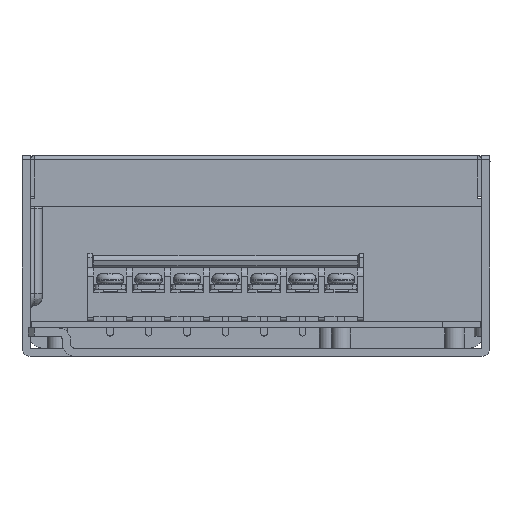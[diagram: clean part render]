
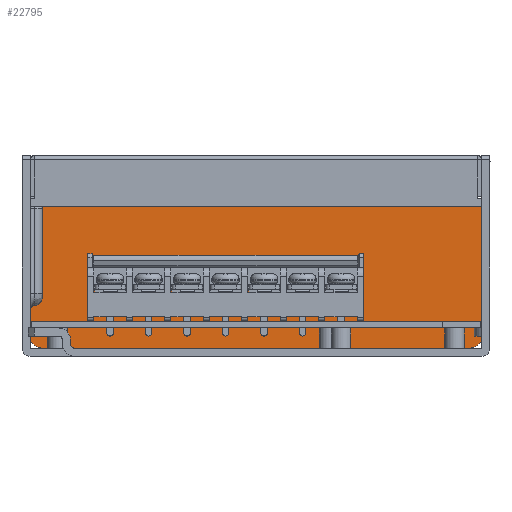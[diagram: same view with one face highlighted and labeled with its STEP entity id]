
A CAD part, left-side view. The second image highlights one B-rep face of the part: STEP entity #22795.
In plain terms, the highlighted planar face has unit normal (-1, 0, 0).
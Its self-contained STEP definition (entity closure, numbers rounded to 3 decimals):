
#3712=PLANE('',#65777);
#6287=FACE_OUTER_BOUND('',#26740,.T.);
#12472=LINE('',#93957,#19086);
#12483=LINE('',#93983,#19097);
#12484=LINE('',#93985,#19098);
#12485=LINE('',#93987,#19099);
#12486=LINE('',#93988,#19100);
#12487=LINE('',#93990,#19101);
#12488=LINE('',#93992,#19102);
#12489=LINE('',#93993,#19103);
#19086=VECTOR('',#77613,1.);
#19097=VECTOR('',#77636,1.);
#19098=VECTOR('',#77639,1.);
#19099=VECTOR('',#77640,1.);
#19100=VECTOR('',#77641,1.);
#19101=VECTOR('',#77642,1.);
#19102=VECTOR('',#77643,1.);
#19103=VECTOR('',#77644,1.);
#22795=ADVANCED_FACE('',(#6287),#3712,.T.);
#26740=EDGE_LOOP('',(#37053,#37054,#37055,#37056,#37057,#37058,#37059,#37060,
#37061,#37062));
#37053=ORIENTED_EDGE('',*,*,#58799,.T.);
#37054=ORIENTED_EDGE('',*,*,#54377,.T.);
#37055=ORIENTED_EDGE('',*,*,#58800,.T.);
#37056=ORIENTED_EDGE('',*,*,#54373,.T.);
#37057=ORIENTED_EDGE('',*,*,#58801,.F.);
#37058=ORIENTED_EDGE('',*,*,#58802,.F.);
#37059=ORIENTED_EDGE('',*,*,#58803,.F.);
#37060=ORIENTED_EDGE('',*,*,#58784,.F.);
#37061=ORIENTED_EDGE('',*,*,#58798,.F.);
#37062=ORIENTED_EDGE('',*,*,#58804,.F.);
#47616=VERTEX_POINT('',#85125);
#47617=VERTEX_POINT('',#85127);
#47620=VERTEX_POINT('',#85134);
#47621=VERTEX_POINT('',#85136);
#50565=VERTEX_POINT('',#93956);
#50566=VERTEX_POINT('',#93958);
#50574=VERTEX_POINT('',#93982);
#50575=VERTEX_POINT('',#93986);
#50576=VERTEX_POINT('',#93989);
#50577=VERTEX_POINT('',#93991);
#54373=EDGE_CURVE('',#47617,#47616,#62631,.T.);
#54377=EDGE_CURVE('',#47621,#47620,#62633,.T.);
#58784=EDGE_CURVE('',#50565,#50566,#12472,.T.);
#58798=EDGE_CURVE('',#50574,#50565,#12483,.T.);
#58799=EDGE_CURVE('',#50575,#47621,#12484,.T.);
#58800=EDGE_CURVE('',#47620,#47617,#12485,.T.);
#58801=EDGE_CURVE('',#50576,#47616,#12486,.T.);
#58802=EDGE_CURVE('',#50577,#50576,#12487,.T.);
#58803=EDGE_CURVE('',#50566,#50577,#12488,.T.);
#58804=EDGE_CURVE('',#50575,#50574,#12489,.T.);
#62631=CIRCLE('',#64267,3.);
#62633=CIRCLE('',#64270,3.);
#64267=AXIS2_PLACEMENT_3D('',#85126,#70228,#70229);
#64270=AXIS2_PLACEMENT_3D('',#85135,#70236,#70237);
#65777=AXIS2_PLACEMENT_3D('',#93994,#77645,#77646);
#70228=DIRECTION('',(-1.,0.,0.));
#70229=DIRECTION('',(0.,0.,1.));
#70236=DIRECTION('',(-1.,0.,0.));
#70237=DIRECTION('',(0.,0.,1.));
#77613=DIRECTION('',(0.,-1.,0.));
#77636=DIRECTION('',(0.,0.,1.));
#77639=DIRECTION('',(0.,0.,-1.));
#77640=DIRECTION('',(0.,-1.,0.));
#77641=DIRECTION('',(0.,0.,-1.));
#77642=DIRECTION('',(0.,-1.,0.));
#77643=DIRECTION('',(0.,0.,-1.));
#77644=DIRECTION('',(0.,-1.,0.));
#77645=DIRECTION('',(-1.,0.,0.));
#77646=DIRECTION('',(0.,0.,1.));
#85125=CARTESIAN_POINT('',(101.,-55.718,5.));
#85126=CARTESIAN_POINT('',(101.,-52.718,5.));
#85127=CARTESIAN_POINT('',(101.,-52.718,2.));
#85134=CARTESIAN_POINT('',(101.,52.782,2.));
#85135=CARTESIAN_POINT('',(101.,52.782,5.));
#85136=CARTESIAN_POINT('',(101.,55.782,5.));
#93956=CARTESIAN_POINT('',(101.,54.78,48.498));
#93957=CARTESIAN_POINT('',(101.,55.782,48.498));
#93958=CARTESIAN_POINT('',(101.,-54.716,48.498));
#93982=CARTESIAN_POINT('',(101.,54.78,39.));
#93983=CARTESIAN_POINT('',(101.,54.78,48.498));
#93985=CARTESIAN_POINT('',(101.,55.782,48.498));
#93986=CARTESIAN_POINT('',(101.,55.782,39.));
#93987=CARTESIAN_POINT('',(101.,55.782,2.));
#93988=CARTESIAN_POINT('',(101.,-55.718,48.498));
#93989=CARTESIAN_POINT('',(101.,-55.718,39.));
#93990=CARTESIAN_POINT('',(101.,55.782,39.));
#93991=CARTESIAN_POINT('',(101.,-54.716,39.));
#93992=CARTESIAN_POINT('',(101.,-54.716,48.498));
#93993=CARTESIAN_POINT('',(101.,55.782,39.));
#93994=CARTESIAN_POINT('',(101.,55.782,48.498));
